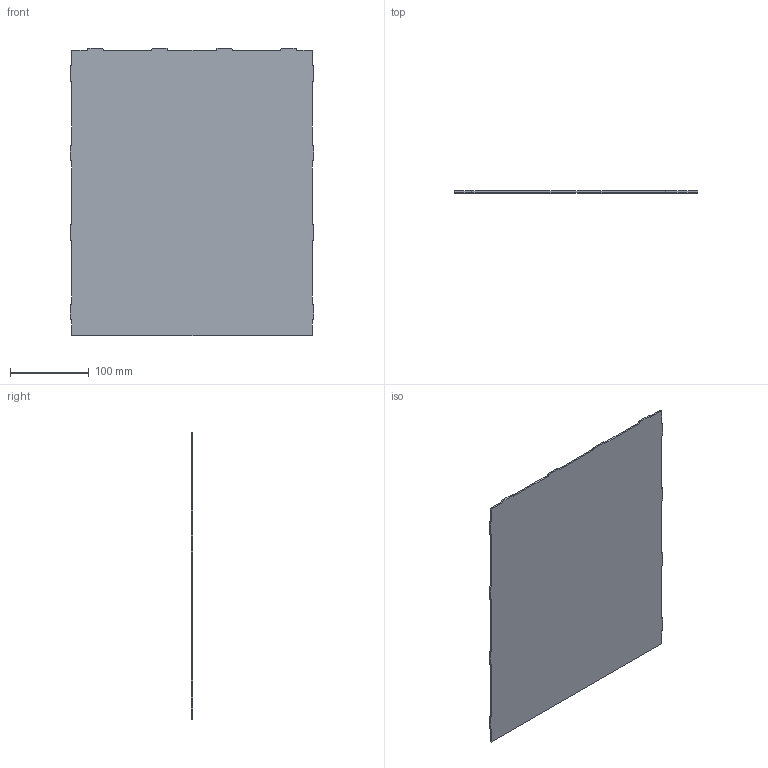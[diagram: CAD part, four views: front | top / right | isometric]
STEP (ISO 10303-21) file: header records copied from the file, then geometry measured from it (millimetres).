
FILE_DESCRIPTION (( 'STEP AP203' ), '1' );
FILE_NAME ('SHRPRO-V1 1300.07-A Hopper back plate 2.step', '2019-12-23T20:15:51', ( '' ), ( '' ), 'SwSTEP 2.0', 'SolidWorks 2018', '' );
FILE_SCHEMA (( 'CONFIG_CONTROL_DESIGN' ));
Length unit declared in the file: millimetre
Products named in the file (1): SHRPRO-V1 1300.07-A Hopper back plate 2
Bounding box: 310.5 x 2 x 365.36 mm (x, y, z)
Volume: 223686 mm3; surface area: 226441.7 mm2
Topology: 1 solids, 1 shells, 78 faces, 228 edges, 152 vertices
Faces by surface type: plane 78
Entity records: 2585 total; most frequent: CARTESIAN_POINT 483, ORIENTED_EDGE 456, DIRECTION 362, EDGE_CURVE 228, LINE 204, VECTOR 204, VERTEX_POINT 152, AXIS2_PLACEMENT_3D 79
